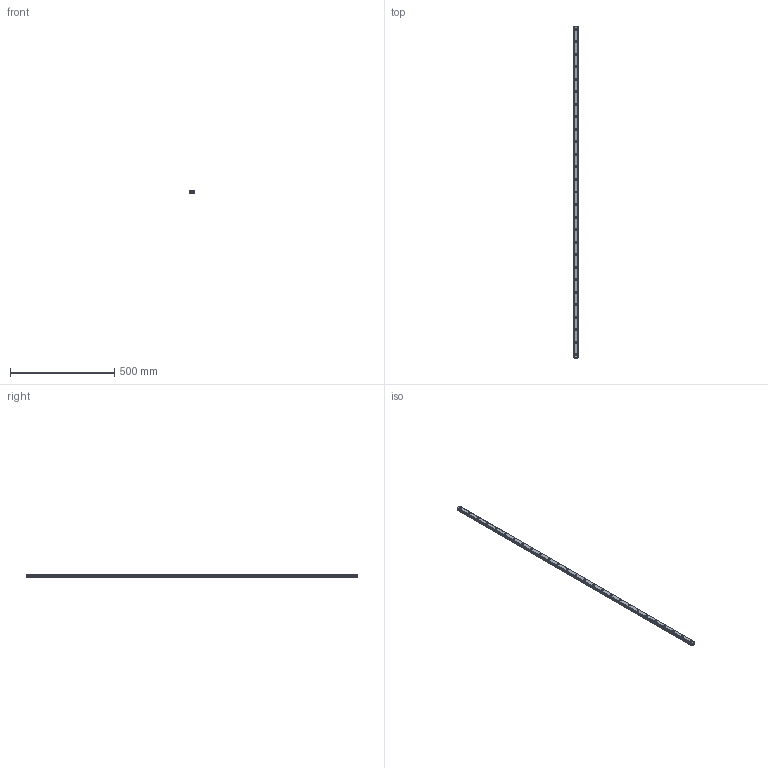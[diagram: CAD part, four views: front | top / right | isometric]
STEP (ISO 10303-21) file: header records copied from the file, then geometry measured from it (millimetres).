
FILE_DESCRIPTION(('STEP AP214'),'1');
FILE_NAME('cctmp_924329AB-A784-42C4-81C4-3B21B8F06F5B_2021_02_04_08_42_49_0718..stp','2021-02-04T07:42:49',('HIWIN GmbH'),('CADClick - www.CADClick.com'),'Spatial InterOp 3D',' ','unknown authorization');
FILE_SCHEMA(('AUTOMOTIVE_DESIGN'));
Length unit declared in the file: millimetre
Products named in the file (1): EGR20R1590C_FILE
Bounding box: 20 x 1590 x 15.5 mm (x, y, z)
Volume: 426319.2 mm3; surface area: 127615.4 mm2
Topology: 1 solids, 1 shells, 427 faces, 993 edges, 626 vertices
Faces by surface type: plane 247, cylinder 180
Entity records: 15651 total; most frequent: DIRECTION 2317, CARTESIAN_POINT 2047, ORIENTED_EDGE 1986, EDGE_CURVE 993, AXIS2_PLACEMENT_3D 896, VERTEX_POINT 626, LINE 525, VECTOR 525
